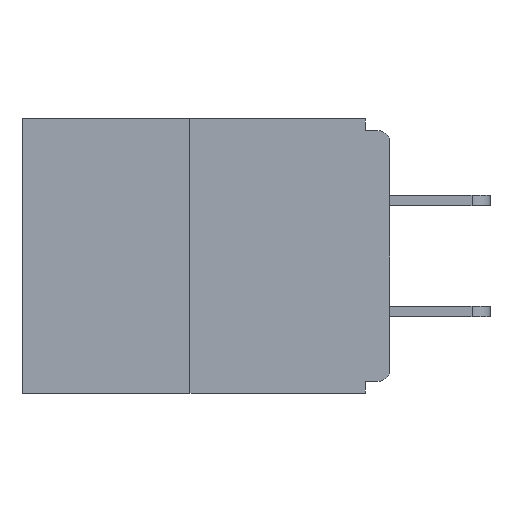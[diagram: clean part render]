
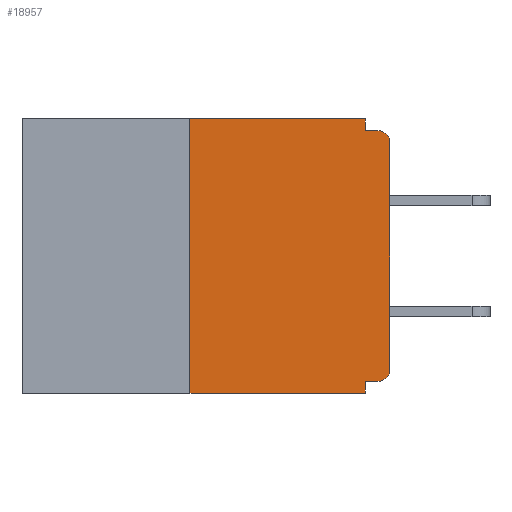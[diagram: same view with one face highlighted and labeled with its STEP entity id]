
A CAD part, left-side view. The second image highlights one B-rep face of the part: STEP entity #18957.
In plain terms, the highlighted planar face has unit normal (-1, 0, 0).
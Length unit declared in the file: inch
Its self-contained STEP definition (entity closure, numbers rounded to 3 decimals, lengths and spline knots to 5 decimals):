
#498 = VERTEX_POINT ( 'NONE', #16147 ) ;
#1442 = CARTESIAN_POINT ( 'NONE',  ( 0., 0.46, 0. ) ) ;
#1557 = CARTESIAN_POINT ( 'NONE',  ( 0., 0., -0.313 ) ) ;
#2251 = VECTOR ( 'NONE', #20247, 39.37008 ) ;
#2275 = PLANE ( 'NONE',  #2571 ) ;
#2571 = AXIS2_PLACEMENT_3D ( 'NONE', #11819, #7086, #24020 ) ;
#2749 = LINE ( 'NONE', #30164, #21594 ) ;
#2850 = LINE ( 'NONE', #18899, #4018 ) ;
#2983 = VERTEX_POINT ( 'NONE', #1557 ) ;
#3130 = CARTESIAN_POINT ( 'NONE',  ( 0., 0., 0. ) ) ;
#3959 = DIRECTION ( 'NONE',  ( 0., 0., -1. ) ) ;
#4018 = VECTOR ( 'NONE', #14206, 39.37008 ) ;
#4278 = ORIENTED_EDGE ( 'NONE', *, *, #24857, .T. ) ;
#4312 = CARTESIAN_POINT ( 'NONE',  ( 0., 0.25, 0. ) ) ;
#4434 = CARTESIAN_POINT ( 'NONE',  ( 0., 0.031, -0.343 ) ) ;
#4587 = CARTESIAN_POINT ( 'NONE',  ( 0., 0., -0.03 ) ) ;
#5289 = ORIENTED_EDGE ( 'NONE', *, *, #15715, .F. ) ;
#6146 = LINE ( 'NONE', #22153, #13677 ) ;
#6583 = EDGE_CURVE ( 'NONE', #13975, #12706, #2749, .T. ) ;
#7037 = CARTESIAN_POINT ( 'NONE',  ( 0., 0.031, -0.328 ) ) ;
#7086 = DIRECTION ( 'NONE',  ( 1., 0., 0. ) ) ;
#7239 = LINE ( 'NONE', #4434, #22730 ) ;
#7331 = EDGE_CURVE ( 'NONE', #30843, #23052, #12385, .T. ) ;
#7399 = CIRCLE ( 'NONE', #22546, 0.015 ) ;
#7669 = DIRECTION ( 'NONE',  ( 0., -1., 0. ) ) ;
#7991 = CARTESIAN_POINT ( 'NONE',  ( 0., 0.015, -0.015 ) ) ;
#8289 = VECTOR ( 'NONE', #22285, 39.37008 ) ;
#8470 = CARTESIAN_POINT ( 'NONE',  ( 0., 0.031, -0.015 ) ) ;
#9123 = DIRECTION ( 'NONE',  ( 0., 0., -1. ) ) ;
#9409 = CARTESIAN_POINT ( 'NONE',  ( 0., 0.031, 0. ) ) ;
#9616 = LINE ( 'NONE', #13682, #29253 ) ;
#10797 = VERTEX_POINT ( 'NONE', #4587 ) ;
#11252 = DIRECTION ( 'NONE',  ( 0., 0., -1. ) ) ;
#11607 = ORIENTED_EDGE ( 'NONE', *, *, #16626, .T. ) ;
#11634 = EDGE_LOOP ( 'NONE', ( #5289, #22940, #4278, #12154, #30693, #27846, #11607, #18976, #16775, #17807 ) ) ;
#11819 = CARTESIAN_POINT ( 'NONE',  ( 0., 0.46, 0. ) ) ;
#12154 = ORIENTED_EDGE ( 'NONE', *, *, #25072, .F. ) ;
#12385 = LINE ( 'NONE', #20657, #2251 ) ;
#12706 = VERTEX_POINT ( 'NONE', #4312 ) ;
#12779 = CIRCLE ( 'NONE', #20068, 0.015 ) ;
#13333 = VERTEX_POINT ( 'NONE', #9409 ) ;
#13677 = VECTOR ( 'NONE', #7669, 39.37008 ) ;
#13682 = CARTESIAN_POINT ( 'NONE',  ( 0., 0.031, 0. ) ) ;
#13975 = VERTEX_POINT ( 'NONE', #17330 ) ;
#14206 = DIRECTION ( 'NONE',  ( 0., 1., 0. ) ) ;
#15715 = EDGE_CURVE ( 'NONE', #12706, #13333, #21944, .T. ) ;
#15763 = DIRECTION ( 'NONE',  ( 0., 0., 1. ) ) ;
#16147 = CARTESIAN_POINT ( 'NONE',  ( 0., 0.031, -0.343 ) ) ;
#16626 = EDGE_CURVE ( 'NONE', #2983, #10797, #29374, .T. ) ;
#16775 = ORIENTED_EDGE ( 'NONE', *, *, #7331, .F. ) ;
#17315 = CARTESIAN_POINT ( 'NONE',  ( 0., 0.015, -0.313 ) ) ;
#17330 = CARTESIAN_POINT ( 'NONE',  ( 0., 0.25, -0.343 ) ) ;
#17527 = DIRECTION ( 'NONE',  ( -1., 0., 0. ) ) ;
#17807 = ORIENTED_EDGE ( 'NONE', *, *, #29341, .F. ) ;
#18278 = DIRECTION ( 'NONE',  ( 0., -1., 0. ) ) ;
#18899 = CARTESIAN_POINT ( 'NONE',  ( 0., 0., -0.328 ) ) ;
#18957 = ADVANCED_FACE ( 'NONE', ( #30023 ), #2275, .F. ) ;
#18976 = ORIENTED_EDGE ( 'NONE', *, *, #26476, .T. ) ;
#20068 = AXIS2_PLACEMENT_3D ( 'NONE', #23545, #23437, #11252 ) ;
#20247 = DIRECTION ( 'NONE',  ( 0., -1., 0. ) ) ;
#20657 = CARTESIAN_POINT ( 'NONE',  ( 0., 0., -0.015 ) ) ;
#20777 = CARTESIAN_POINT ( 'NONE',  ( 0., 0.015, -0.328 ) ) ;
#21594 = VECTOR ( 'NONE', #15763, 39.37008 ) ;
#21944 = LINE ( 'NONE', #1442, #29831 ) ;
#22153 = CARTESIAN_POINT ( 'NONE',  ( 0., 0.46, -0.343 ) ) ;
#22285 = DIRECTION ( 'NONE',  ( 0., 0., 1. ) ) ;
#22546 = AXIS2_PLACEMENT_3D ( 'NONE', #17315, #17527, #29302 ) ;
#22730 = VECTOR ( 'NONE', #9123, 39.37008 ) ;
#22940 = ORIENTED_EDGE ( 'NONE', *, *, #6583, .F. ) ;
#23052 = VERTEX_POINT ( 'NONE', #7991 ) ;
#23437 = DIRECTION ( 'NONE',  ( -1., 0., 0. ) ) ;
#23545 = CARTESIAN_POINT ( 'NONE',  ( 0., 0.015, -0.03 ) ) ;
#24020 = DIRECTION ( 'NONE',  ( 0., 0., -1. ) ) ;
#24857 = EDGE_CURVE ( 'NONE', #13975, #498, #6146, .T. ) ;
#25072 = EDGE_CURVE ( 'NONE', #26864, #498, #7239, .T. ) ;
#26476 = EDGE_CURVE ( 'NONE', #10797, #23052, #12779, .T. ) ;
#26864 = VERTEX_POINT ( 'NONE', #7037 ) ;
#27846 = ORIENTED_EDGE ( 'NONE', *, *, #29061, .T. ) ;
#29061 = EDGE_CURVE ( 'NONE', #30327, #2983, #7399, .T. ) ;
#29253 = VECTOR ( 'NONE', #3959, 39.37008 ) ;
#29302 = DIRECTION ( 'NONE',  ( 0., 0., -1. ) ) ;
#29341 = EDGE_CURVE ( 'NONE', #13333, #30843, #9616, .T. ) ;
#29374 = LINE ( 'NONE', #3130, #8289 ) ;
#29831 = VECTOR ( 'NONE', #18278, 39.37008 ) ;
#30023 = FACE_OUTER_BOUND ( 'NONE', #11634, .T. ) ;
#30076 = EDGE_CURVE ( 'NONE', #30327, #26864, #2850, .T. ) ;
#30164 = CARTESIAN_POINT ( 'NONE',  ( 0., 0.25, 0. ) ) ;
#30327 = VERTEX_POINT ( 'NONE', #20777 ) ;
#30693 = ORIENTED_EDGE ( 'NONE', *, *, #30076, .F. ) ;
#30843 = VERTEX_POINT ( 'NONE', #8470 ) ;
